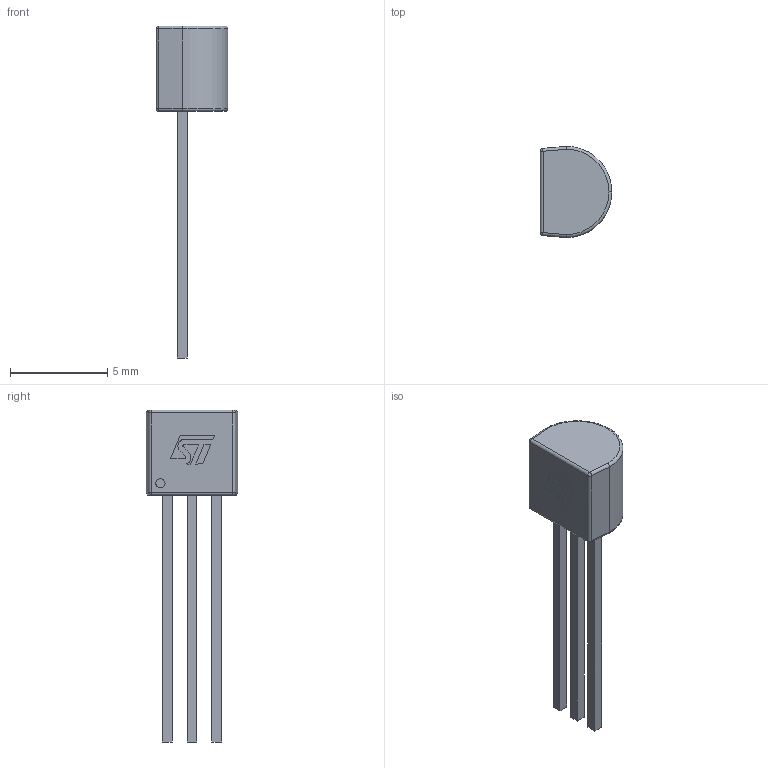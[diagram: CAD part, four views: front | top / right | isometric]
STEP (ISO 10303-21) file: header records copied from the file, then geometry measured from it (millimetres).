
FILE_DESCRIPTION (( 'STEP AP214' ), '1' );
FILE_NAME ('TS110-7A1-AP.STEP', '2022-11-25T15:31:27', ( '' ), ( '' ), 'SwSTEP 2.0', 'SolidWorks 2022', '' );
FILE_SCHEMA (( 'AUTOMOTIVE_DESIGN' ));
Length unit declared in the file: millimetre
Products named in the file (3): TS110-7A1-AP; STMicro Logo; TS110-7A1-AP_Bulk Pack (Straight)
Assembly tree (2 placements, depth 2):
  TS110-7A1-AP
    TS110-7A1-AP_Bulk Pack (Straight)
    STMicro Logo
Bounding box: 3.7 x 4.7 x 17.1 mm (x, y, z)
Volume: 74.7 mm3; surface area: 172.3 mm2
Topology: 8 solids, 8 shells, 89 faces, 200 edges, 124 vertices
Faces by surface type: plane 41, bspline 21, cylinder 15, sphere 8, torus 4
Entity records: 2800 total; most frequent: CARTESIAN_POINT 685, ORIENTED_EDGE 384, DIRECTION 336, EDGE_CURVE 192, VERTEX_POINT 120, AXIS2_PLACEMENT_3D 115, LINE 106, VECTOR 106
